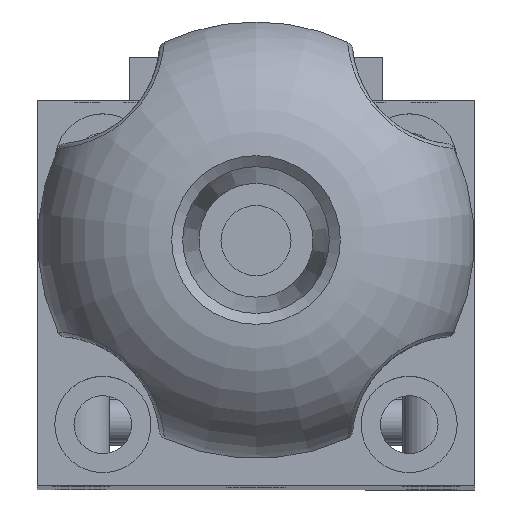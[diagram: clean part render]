
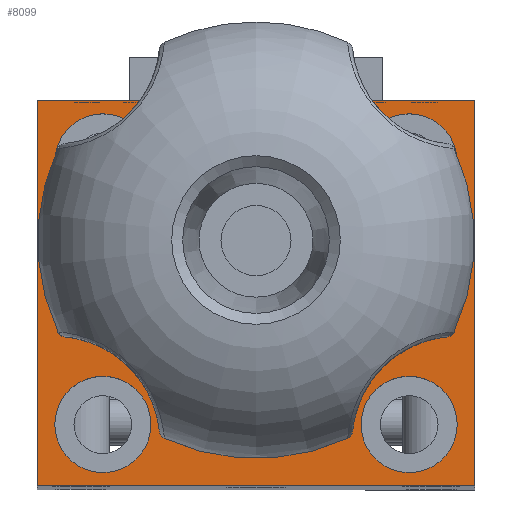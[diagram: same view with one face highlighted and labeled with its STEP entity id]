
A CAD part, top view. The second image highlights one B-rep face of the part: STEP entity #8099.
In plain terms, the highlighted planar face has unit normal (0, 0, 1).
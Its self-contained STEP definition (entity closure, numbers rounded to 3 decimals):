
#56 = DIRECTION ( 'NONE',  ( -1., 0., 0. ) ) ;
#97 = EDGE_LOOP ( 'NONE', ( #7737 ) ) ;
#250 = DIRECTION ( 'NONE',  ( 0., 0., 1. ) ) ;
#339 = DIRECTION ( 'NONE',  ( 1., 0., 0. ) ) ;
#438 = EDGE_CURVE ( 'NONE', #10002, #10002, #10624, .T. ) ;
#748 = EDGE_LOOP ( 'NONE', ( #3690, #10040, #14684, #3491 ) ) ;
#830 = VERTEX_POINT ( 'NONE', #6837 ) ;
#1070 = CARTESIAN_POINT ( 'NONE',  ( 23., 37., 140. ) ) ;
#1095 = EDGE_LOOP ( 'NONE', ( #14915 ) ) ;
#1212 = FACE_BOUND ( 'NONE', #97, .T. ) ;
#1417 = EDGE_CURVE ( 'NONE', #830, #830, #4275, .T. ) ;
#1425 = FACE_BOUND ( 'NONE', #14260, .T. ) ;
#1497 = CARTESIAN_POINT ( 'NONE',  ( -12., 7., 140. ) ) ;
#1946 = CARTESIAN_POINT ( 'NONE',  ( 25., 0., 140. ) ) ;
#2239 = EDGE_CURVE ( 'NONE', #12383, #12383, #6619, .T. ) ;
#2659 = CARTESIAN_POINT ( 'NONE',  ( 0., 22., 140. ) ) ;
#2807 = CARTESIAN_POINT ( 'NONE',  ( 0., 28., 140. ) ) ;
#2836 = EDGE_CURVE ( 'NONE', #9980, #8381, #6183, .T. ) ;
#3153 = AXIS2_PLACEMENT_3D ( 'NONE', #12347, #13420, #10983 ) ;
#3194 = AXIS2_PLACEMENT_3D ( 'NONE', #10588, #11591, #3511 ) ;
#3295 = AXIS2_PLACEMENT_3D ( 'NONE', #14181, #250, #7337 ) ;
#3491 = ORIENTED_EDGE ( 'NONE', *, *, #12829, .T. ) ;
#3511 = DIRECTION ( 'NONE',  ( 1., 0., 0. ) ) ;
#3683 = VERTEX_POINT ( 'NONE', #1070 ) ;
#3690 = ORIENTED_EDGE ( 'NONE', *, *, #6752, .T. ) ;
#3762 = DIRECTION ( 'NONE',  ( 0., 1., 0. ) ) ;
#3769 = ORIENTED_EDGE ( 'NONE', *, *, #6254, .F. ) ;
#4275 = CIRCLE ( 'NONE', #3295, 5.5 ) ;
#4679 = DIRECTION ( 'NONE',  ( 1., 0., 0. ) ) ;
#4798 = EDGE_LOOP ( 'NONE', ( #5669 ) ) ;
#4878 = CARTESIAN_POINT ( 'NONE',  ( -17.5, 7., 140. ) ) ;
#5209 = VERTEX_POINT ( 'NONE', #9279 ) ;
#5547 = VECTOR ( 'NONE', #56, 1000. ) ;
#5669 = ORIENTED_EDGE ( 'NONE', *, *, #13457, .F. ) ;
#5861 = VECTOR ( 'NONE', #14359, 1000. ) ;
#5897 = CARTESIAN_POINT ( 'NONE',  ( 25., 0., 140. ) ) ;
#6170 = FACE_BOUND ( 'NONE', #13134, .T. ) ;
#6183 = LINE ( 'NONE', #9705, #10737 ) ;
#6254 = EDGE_CURVE ( 'NONE', #3683, #3683, #12913, .T. ) ;
#6619 = CIRCLE ( 'NONE', #3194, 5.5 ) ;
#6667 = CARTESIAN_POINT ( 'NONE',  ( 6., 28., 140. ) ) ;
#6752 = EDGE_CURVE ( 'NONE', #10033, #5209, #12134, .T. ) ;
#6837 = CARTESIAN_POINT ( 'NONE',  ( -12., 37., 140. ) ) ;
#7005 = AXIS2_PLACEMENT_3D ( 'NONE', #2807, #14421, #9686 ) ;
#7044 = DIRECTION ( 'NONE',  ( 0., 0., 1. ) ) ;
#7261 = AXIS2_PLACEMENT_3D ( 'NONE', #4878, #7044, #15121 ) ;
#7337 = DIRECTION ( 'NONE',  ( 1., 0., 0. ) ) ;
#7350 = DIRECTION ( 'NONE',  ( 0., 0., 1. ) ) ;
#7439 = EDGE_CURVE ( 'NONE', #5209, #9980, #12916, .T. ) ;
#7737 = ORIENTED_EDGE ( 'NONE', *, *, #1417, .F. ) ;
#7750 = CIRCLE ( 'NONE', #7261, 5.5 ) ;
#7883 = ORIENTED_EDGE ( 'NONE', *, *, #438, .F. ) ;
#8099 = ADVANCED_FACE ( 'NONE', ( #1425, #1212, #10830, #6170, #9468, #8391 ), #11980, .T. ) ;
#8381 = VERTEX_POINT ( 'NONE', #10740 ) ;
#8391 = FACE_OUTER_BOUND ( 'NONE', #748, .T. ) ;
#8547 = VERTEX_POINT ( 'NONE', #1497 ) ;
#9267 = CARTESIAN_POINT ( 'NONE',  ( 25., 44., 140. ) ) ;
#9279 = CARTESIAN_POINT ( 'NONE',  ( -25., 0., 140. ) ) ;
#9468 = FACE_BOUND ( 'NONE', #4798, .T. ) ;
#9686 = DIRECTION ( 'NONE',  ( 1., 0., 0. ) ) ;
#9700 = CARTESIAN_POINT ( 'NONE',  ( -25., 0., 140. ) ) ;
#9705 = CARTESIAN_POINT ( 'NONE',  ( 25., 0., 140. ) ) ;
#9980 = VERTEX_POINT ( 'NONE', #1946 ) ;
#10002 = VERTEX_POINT ( 'NONE', #6667 ) ;
#10033 = VERTEX_POINT ( 'NONE', #11586 ) ;
#10040 = ORIENTED_EDGE ( 'NONE', *, *, #7439, .T. ) ;
#10588 = CARTESIAN_POINT ( 'NONE',  ( 17.5, 7., 140. ) ) ;
#10624 = CIRCLE ( 'NONE', #7005, 6. ) ;
#10737 = VECTOR ( 'NONE', #3762, 1000. ) ;
#10740 = CARTESIAN_POINT ( 'NONE',  ( 25., 44., 140. ) ) ;
#10830 = FACE_BOUND ( 'NONE', #1095, .T. ) ;
#10983 = DIRECTION ( 'NONE',  ( 1., 0., 0. ) ) ;
#11564 = AXIS2_PLACEMENT_3D ( 'NONE', #2659, #7350, #339 ) ;
#11586 = CARTESIAN_POINT ( 'NONE',  ( -25., 44., 140. ) ) ;
#11591 = DIRECTION ( 'NONE',  ( 0., 0., 1. ) ) ;
#11631 = LINE ( 'NONE', #9267, #5547 ) ;
#11980 = PLANE ( 'NONE',  #11564 ) ;
#12134 = LINE ( 'NONE', #9700, #5861 ) ;
#12290 = CARTESIAN_POINT ( 'NONE',  ( 23., 7., 140. ) ) ;
#12347 = CARTESIAN_POINT ( 'NONE',  ( 17.5, 37., 140. ) ) ;
#12383 = VERTEX_POINT ( 'NONE', #12290 ) ;
#12829 = EDGE_CURVE ( 'NONE', #8381, #10033, #11631, .T. ) ;
#12913 = CIRCLE ( 'NONE', #3153, 5.5 ) ;
#12916 = LINE ( 'NONE', #5897, #14450 ) ;
#13134 = EDGE_LOOP ( 'NONE', ( #3769 ) ) ;
#13420 = DIRECTION ( 'NONE',  ( 0., 0., 1. ) ) ;
#13457 = EDGE_CURVE ( 'NONE', #8547, #8547, #7750, .T. ) ;
#14181 = CARTESIAN_POINT ( 'NONE',  ( -17.5, 37., 140. ) ) ;
#14260 = EDGE_LOOP ( 'NONE', ( #7883 ) ) ;
#14359 = DIRECTION ( 'NONE',  ( 0., -1., 0. ) ) ;
#14421 = DIRECTION ( 'NONE',  ( 0., 0., 1. ) ) ;
#14450 = VECTOR ( 'NONE', #4679, 1000. ) ;
#14684 = ORIENTED_EDGE ( 'NONE', *, *, #2836, .T. ) ;
#14915 = ORIENTED_EDGE ( 'NONE', *, *, #2239, .F. ) ;
#15121 = DIRECTION ( 'NONE',  ( 1., 0., 0. ) ) ;
